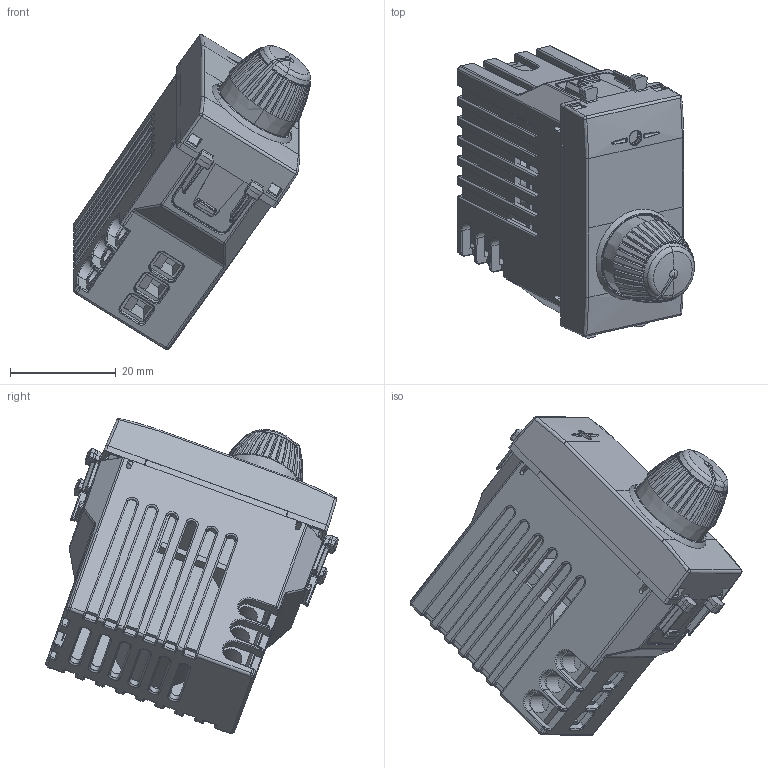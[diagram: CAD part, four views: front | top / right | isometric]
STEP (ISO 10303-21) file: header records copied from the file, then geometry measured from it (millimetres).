
FILE_DESCRIPTION(('CATIA V5 STEP Exchange'),'2;1');
FILE_NAME('441048D.stp','2024-02-27T07:56:21+00:00',('none'),('none'),'CATIA Version 5-6 Release 2016 SP6','CATIA V5 STEP AP203','none');
FILE_SCHEMA(('CONFIG_CONTROL_DESIGN'));
Products named in the file (1): 44X048D
Assembly tree (5 placements, depth 2):
  44X048D
    #57
    #27735
    #36748
    #63922
    #68117
Bounding box: 44.88 x 55.36 x 59.63 mm (x, y, z)
Volume: 22454.3 mm3; surface area: 26467.6 mm2
Topology: 8 solids, 8 shells, 1747 faces, 4571 edges, 2704 vertices
Faces by surface type: plane 610, cylinder 480, bspline 278, cone 183, torus 81, sphere 58, revolution 49, extrusion 8
Entity records: 68140 total; most frequent: CARTESIAN_POINT 32409, ORIENTED_EDGE 8910, DIRECTION 4676, EDGE_CURVE 4455, VERTEX_POINT 2700, B_SPLINE_CURVE_WITH_KNOTS 1971, AXIS2_PLACEMENT_3D 1834, EDGE_LOOP 1793
